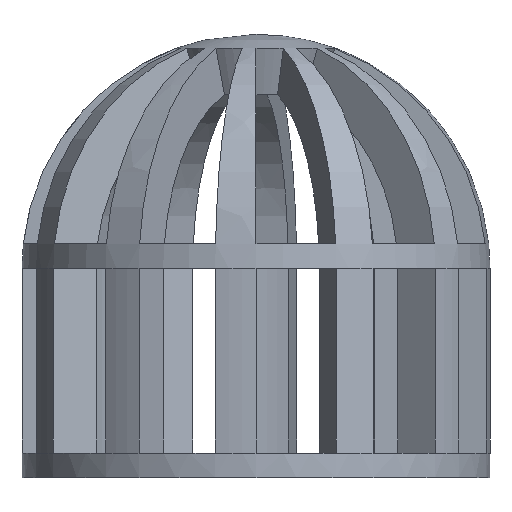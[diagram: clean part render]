
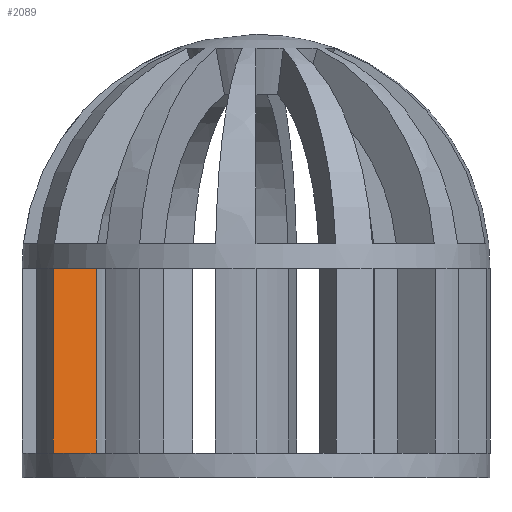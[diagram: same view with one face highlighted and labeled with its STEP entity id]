
A CAD part, front view. The second image highlights one B-rep face of the part: STEP entity #2089.
In plain terms, the highlighted planar face has unit normal (0.5, -0.866, 0).
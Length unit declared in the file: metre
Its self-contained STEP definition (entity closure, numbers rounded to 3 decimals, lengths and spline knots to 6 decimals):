
#76=LINE('',#3562,#220);
#135=LINE('',#3694,#279);
#136=LINE('',#3695,#280);
#137=LINE('',#3696,#281);
#220=VECTOR('',#2823,1.);
#279=VECTOR('',#2994,1.);
#280=VECTOR('',#2995,1.);
#281=VECTOR('',#2996,1.);
#723=ORIENTED_EDGE('',*,*,#1246,.F.);
#724=ORIENTED_EDGE('',*,*,#1247,.F.);
#725=ORIENTED_EDGE('',*,*,#1174,.F.);
#726=ORIENTED_EDGE('',*,*,#1248,.T.);
#1174=EDGE_CURVE('',#1488,#1489,#76,.T.);
#1246=EDGE_CURVE('',#1347,#1408,#135,.T.);
#1247=EDGE_CURVE('',#1489,#1347,#136,.T.);
#1248=EDGE_CURVE('',#1488,#1408,#137,.T.);
#1347=VERTEX_POINT('',#3273);
#1408=VERTEX_POINT('',#3399);
#1488=VERTEX_POINT('',#3561);
#1489=VERTEX_POINT('',#3563);
#1763=EDGE_LOOP('',(#723,#724,#725,#726));
#1901=FACE_BOUND('',#1763,.T.);
#1998=PLANE('',#2388);
#2089=ADVANCED_FACE('',(#1901),#1998,.F.);
#2388=AXIS2_PLACEMENT_3D('',#3693,#2992,#2993);
#2823=DIRECTION('',(-0.866,-0.5,0.));
#2992=DIRECTION('',(-0.5,0.866,0.));
#2993=DIRECTION('',(-0.866,-0.5,0.));
#2994=DIRECTION('',(0.866,0.5,0.));
#2995=DIRECTION('',(0.,0.,1.));
#2996=DIRECTION('',(0.,0.,1.));
#3273=CARTESIAN_POINT('',(-0.016454,-0.0095,0.015));
#3399=CARTESIAN_POINT('',(-0.01299,-0.0075,0.015));
#3561=CARTESIAN_POINT('',(-0.01299,-0.0075,0.));
#3562=CARTESIAN_POINT('',(-0.014722,-0.0085,0.));
#3563=CARTESIAN_POINT('',(-0.016454,-0.0095,0.));
#3693=CARTESIAN_POINT('',(-0.008227,-0.00475,0.017));
#3694=CARTESIAN_POINT('',(-0.008227,-0.00475,0.015));
#3695=CARTESIAN_POINT('',(-0.016454,-0.0095,0.0075));
#3696=CARTESIAN_POINT('',(-0.01299,-0.0075,0.0075));
